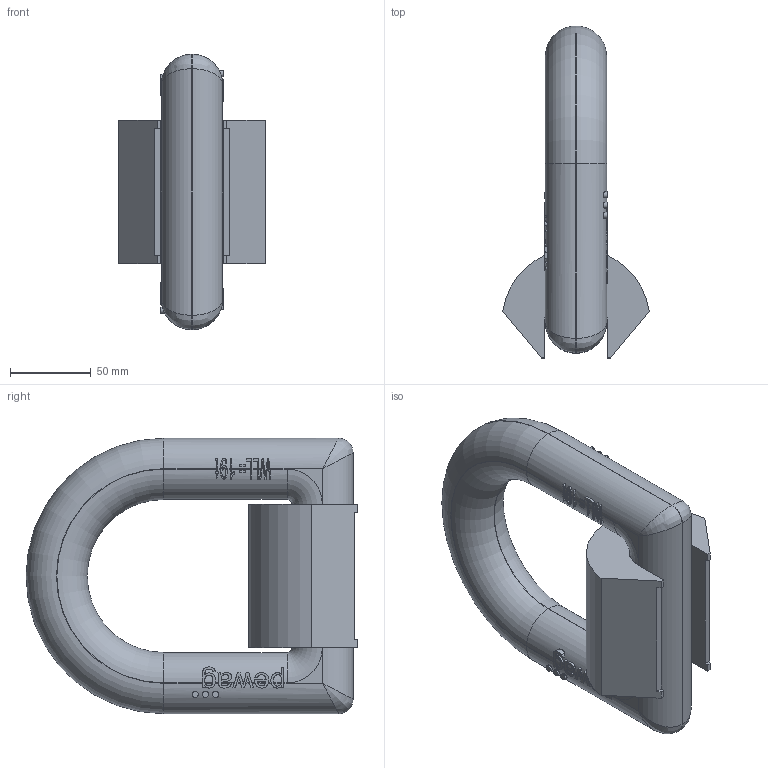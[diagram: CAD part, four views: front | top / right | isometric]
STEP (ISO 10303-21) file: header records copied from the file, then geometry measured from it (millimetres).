
FILE_DESCRIPTION(/* description */ (''),/* implementation_level */ '2;1');
FILE_NAME(/* name */ 'PLEW_19_t.stp',/* time_stamp */ '2017-11-13T08:28:06+01:00',/* author */ (''),/* organization */ (''),/* preprocessor_version */ 'ST-DEVELOPER v16',/* originating_system */ 'SIEMENS PLM Software NX 11.0',/* authorisation */ '');
FILE_SCHEMA (('AUTOMOTIVE_DESIGN { 1 0 10303 214 3 1 1 1 }'));
Length unit declared in the file: millimetre
Products named in the file (1): pewag_PLEW_Kundenmodell_22
Bounding box: 91.04 x 206 x 171 mm (x, y, z)
Volume: 896011.4 mm3; surface area: 99293.6 mm2
Topology: 2 solids, 2 shells, 472 faces, 1332 edges, 878 vertices
Faces by surface type: plane 246, extrusion 156, cylinder 58, torus 8, bspline 4
Full cylindrical faces by diameter (mm): 3.8 x6
Entity records: 18460 total; most frequent: CARTESIAN_POINT 7253, ORIENTED_EDGE 2632, DIRECTION 1716, EDGE_CURVE 1316, VERTEX_POINT 872, VECTOR 734, B_SPLINE_CURVE_WITH_KNOTS 716, LINE 578
